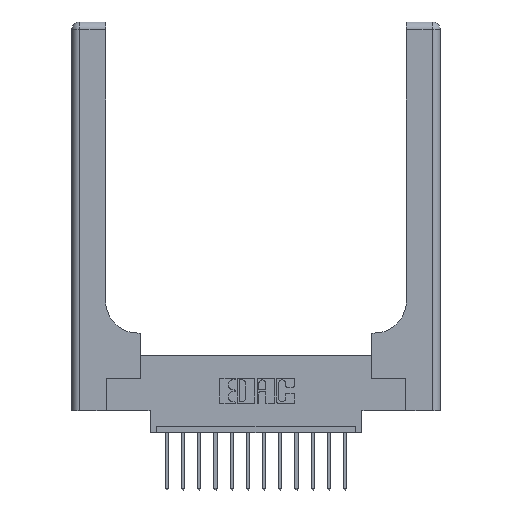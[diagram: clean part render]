
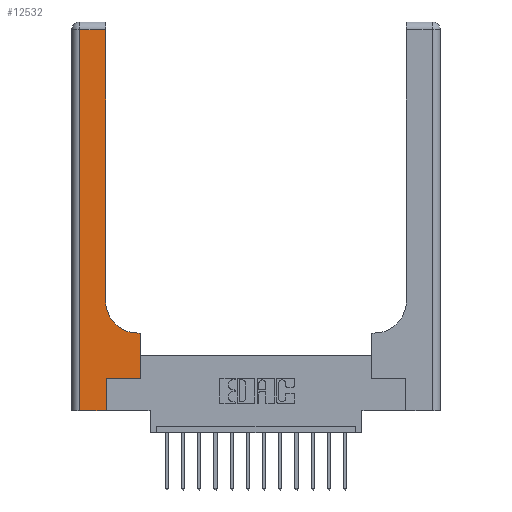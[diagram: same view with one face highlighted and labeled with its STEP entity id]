
A CAD part, top view. The second image highlights one B-rep face of the part: STEP entity #12532.
In plain terms, the highlighted planar face has unit normal (0, 0, 1).
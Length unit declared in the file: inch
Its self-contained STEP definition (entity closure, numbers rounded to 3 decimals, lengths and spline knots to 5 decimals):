
#97 = EDGE_CURVE ( 'NONE', #9884, #3160, #4050, .T. ) ;
#543 = ORIENTED_EDGE ( 'NONE', *, *, #10397, .T. ) ;
#595 = VECTOR ( 'NONE', #3248, 39.37008 ) ;
#648 = AXIS2_PLACEMENT_3D ( 'NONE', #4973, #6637, #13259 ) ;
#770 = CARTESIAN_POINT ( 'NONE',  ( 0.26, 3., 0.37 ) ) ;
#788 = DIRECTION ( 'NONE',  ( 0., 0., -1. ) ) ;
#842 = DIRECTION ( 'NONE',  ( 0., -1., 0. ) ) ;
#931 = CARTESIAN_POINT ( 'NONE',  ( 0.26, 0.85, 0.37 ) ) ;
#1172 = CIRCLE ( 'NONE', #1990, 0.25 ) ;
#1216 = CARTESIAN_POINT ( 'NONE',  ( 0.06, 0., 0.37 ) ) ;
#1355 = VERTEX_POINT ( 'NONE', #5715 ) ;
#1656 = CARTESIAN_POINT ( 'NONE',  ( 0.528, 0.6, 0.37 ) ) ;
#1990 = AXIS2_PLACEMENT_3D ( 'NONE', #7659, #788, #10282 ) ;
#2904 = CARTESIAN_POINT ( 'NONE',  ( 0.26, 0.6, 0.37 ) ) ;
#2997 = ORIENTED_EDGE ( 'NONE', *, *, #10374, .T. ) ;
#3157 = LINE ( 'NONE', #8511, #12681 ) ;
#3160 = VERTEX_POINT ( 'NONE', #14071 ) ;
#3248 = DIRECTION ( 'NONE',  ( -1., 0., 0. ) ) ;
#3598 = LINE ( 'NONE', #8950, #14503 ) ;
#3996 = EDGE_CURVE ( 'NONE', #6307, #11510, #1172, .T. ) ;
#4050 = LINE ( 'NONE', #6599, #16564 ) ;
#4973 = CARTESIAN_POINT ( 'NONE',  ( 0., 3., 0.37 ) ) ;
#5191 = DIRECTION ( 'NONE',  ( 1., 0., 0. ) ) ;
#5477 = VERTEX_POINT ( 'NONE', #6678 ) ;
#5715 = CARTESIAN_POINT ( 'NONE',  ( 0.26, 2.94, 0.37 ) ) ;
#5792 = EDGE_CURVE ( 'NONE', #1355, #5477, #8583, .T. ) ;
#5975 = CARTESIAN_POINT ( 'NONE',  ( 0., 2.94, 0.37 ) ) ;
#6023 = ORIENTED_EDGE ( 'NONE', *, *, #14803, .T. ) ;
#6094 = ORIENTED_EDGE ( 'NONE', *, *, #3996, .T. ) ;
#6099 = LINE ( 'NONE', #11334, #15438 ) ;
#6186 = DIRECTION ( 'NONE',  ( 0., 1., 0. ) ) ;
#6273 = CARTESIAN_POINT ( 'NONE',  ( 0.528, 0.25, 0.37 ) ) ;
#6307 = VERTEX_POINT ( 'NONE', #6554 ) ;
#6340 = LINE ( 'NONE', #770, #15735 ) ;
#6554 = CARTESIAN_POINT ( 'NONE',  ( 0.51, 0.6, 0.37 ) ) ;
#6599 = CARTESIAN_POINT ( 'NONE',  ( 0.265, 0.25, 0.37 ) ) ;
#6637 = DIRECTION ( 'NONE',  ( 0., 0., -1. ) ) ;
#6678 = CARTESIAN_POINT ( 'NONE',  ( 0.06, 2.94, 0.37 ) ) ;
#7105 = EDGE_CURVE ( 'NONE', #3160, #12262, #13064, .T. ) ;
#7655 = CARTESIAN_POINT ( 'NONE',  ( 0.265, 0., 0.37 ) ) ;
#7659 = CARTESIAN_POINT ( 'NONE',  ( 0.51, 0.85, 0.37 ) ) ;
#7859 = ORIENTED_EDGE ( 'NONE', *, *, #17201, .T. ) ;
#7944 = PLANE ( 'NONE',  #648 ) ;
#7956 = ORIENTED_EDGE ( 'NONE', *, *, #14524, .T. ) ;
#8133 = EDGE_LOOP ( 'NONE', ( #7859, #15178, #543, #6023, #7956, #12125, #15618, #2997, #6094 ) ) ;
#8251 = CARTESIAN_POINT ( 'NONE',  ( 0.265, 0.25, 0.37 ) ) ;
#8511 = CARTESIAN_POINT ( 'NONE',  ( 0., 0., 0.37 ) ) ;
#8583 = LINE ( 'NONE', #5975, #10623 ) ;
#8950 = CARTESIAN_POINT ( 'NONE',  ( 0.06, 3., 0.37 ) ) ;
#9238 = FACE_OUTER_BOUND ( 'NONE', #8133, .T. ) ;
#9884 = VERTEX_POINT ( 'NONE', #8251 ) ;
#10130 = VECTOR ( 'NONE', #6186, 39.37008 ) ;
#10282 = DIRECTION ( 'NONE',  ( 1., 0., 0. ) ) ;
#10374 = EDGE_CURVE ( 'NONE', #12262, #6307, #14862, .T. ) ;
#10397 = EDGE_CURVE ( 'NONE', #5477, #15282, #3598, .T. ) ;
#10623 = VECTOR ( 'NONE', #12852, 39.37008 ) ;
#11334 = CARTESIAN_POINT ( 'NONE',  ( 0.265, 0., 0.37 ) ) ;
#11426 = DIRECTION ( 'NONE',  ( 0., 1., 0. ) ) ;
#11510 = VERTEX_POINT ( 'NONE', #931 ) ;
#11673 = DIRECTION ( 'NONE',  ( 0., 1., 0. ) ) ;
#12125 = ORIENTED_EDGE ( 'NONE', *, *, #97, .T. ) ;
#12262 = VERTEX_POINT ( 'NONE', #1656 ) ;
#12532 = ADVANCED_FACE ( 'NONE', ( #9238 ), #7944, .F. ) ;
#12681 = VECTOR ( 'NONE', #13812, 39.37008 ) ;
#12852 = DIRECTION ( 'NONE',  ( -1., 0., 0. ) ) ;
#13064 = LINE ( 'NONE', #6273, #10130 ) ;
#13259 = DIRECTION ( 'NONE',  ( -1., 0., 0. ) ) ;
#13812 = DIRECTION ( 'NONE',  ( 1., 0., 0. ) ) ;
#14071 = CARTESIAN_POINT ( 'NONE',  ( 0.528, 0.25, 0.37 ) ) ;
#14417 = VERTEX_POINT ( 'NONE', #7655 ) ;
#14503 = VECTOR ( 'NONE', #842, 39.37008 ) ;
#14524 = EDGE_CURVE ( 'NONE', #14417, #9884, #6099, .T. ) ;
#14803 = EDGE_CURVE ( 'NONE', #15282, #14417, #3157, .T. ) ;
#14862 = LINE ( 'NONE', #2904, #595 ) ;
#15178 = ORIENTED_EDGE ( 'NONE', *, *, #5792, .T. ) ;
#15282 = VERTEX_POINT ( 'NONE', #1216 ) ;
#15438 = VECTOR ( 'NONE', #11426, 39.37008 ) ;
#15618 = ORIENTED_EDGE ( 'NONE', *, *, #7105, .T. ) ;
#15735 = VECTOR ( 'NONE', #11673, 39.37008 ) ;
#16564 = VECTOR ( 'NONE', #5191, 39.37008 ) ;
#17201 = EDGE_CURVE ( 'NONE', #11510, #1355, #6340, .T. ) ;
